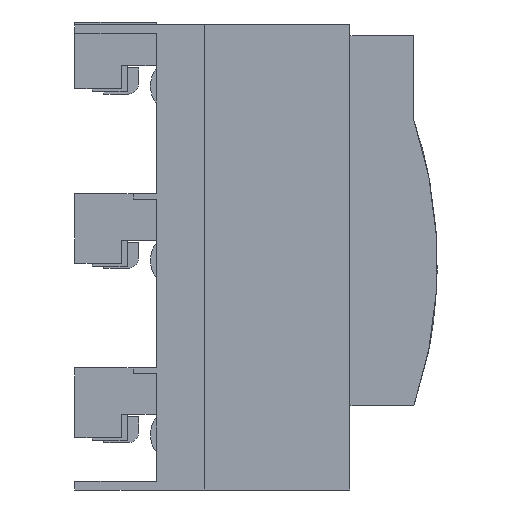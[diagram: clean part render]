
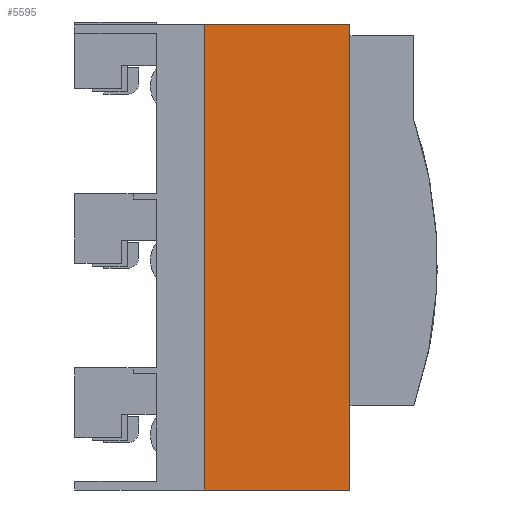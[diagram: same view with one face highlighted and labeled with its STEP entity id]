
A CAD part, left-side view. The second image highlights one B-rep face of the part: STEP entity #5595.
In plain terms, the highlighted planar face has unit normal (-1, 0, 0).
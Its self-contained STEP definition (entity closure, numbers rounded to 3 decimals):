
#746=ORIENTED_EDGE('',*,*,#2159,.T.);
#747=ORIENTED_EDGE('',*,*,#2160,.F.);
#748=ORIENTED_EDGE('',*,*,#2161,.F.);
#749=ORIENTED_EDGE('',*,*,#2156,.T.);
#2156=EDGE_CURVE('',#2897,#2896,#3423,.T.);
#2159=EDGE_CURVE('',#2896,#2899,#3426,.T.);
#2160=EDGE_CURVE('',#2900,#2899,#3427,.T.);
#2161=EDGE_CURVE('',#2897,#2900,#3428,.T.);
#2896=VERTEX_POINT('',#9859);
#2897=VERTEX_POINT('',#9861);
#2899=VERTEX_POINT('',#9867);
#2900=VERTEX_POINT('',#9869);
#3423=LINE('',#9860,#4134);
#3426=LINE('',#9866,#4137);
#3427=LINE('',#9868,#4138);
#3428=LINE('',#9870,#4139);
#4134=VECTOR('',#8001,1000.);
#4137=VECTOR('',#8006,1000.);
#4138=VECTOR('',#8007,1000.);
#4139=VECTOR('',#8008,1000.);
#4749=EDGE_LOOP('',(#746,#747,#748,#749));
#5056=FACE_BOUND('',#4749,.T.);
#5308=PLANE('',#7301);
#5595=ADVANCED_FACE('',(#5056),#5308,.F.);
#7301=AXIS2_PLACEMENT_3D('',#9865,#8004,#8005);
#8001=DIRECTION('',(0.,0.,-1.));
#8004=DIRECTION('',(1.,0.,0.));
#8005=DIRECTION('',(0.,0.,-1.));
#8006=DIRECTION('',(0.,-1.,0.));
#8007=DIRECTION('',(0.,0.,-1.));
#8008=DIRECTION('',(0.,-1.,0.));
#9859=CARTESIAN_POINT('',(-45.,160.,0.));
#9860=CARTESIAN_POINT('',(-45.,160.,50.));
#9861=CARTESIAN_POINT('',(-45.,160.,50.));
#9865=CARTESIAN_POINT('',(-45.,160.,50.));
#9866=CARTESIAN_POINT('',(-45.,160.,0.));
#9867=CARTESIAN_POINT('',(-45.,0.,0.));
#9868=CARTESIAN_POINT('',(-45.,0.,50.));
#9869=CARTESIAN_POINT('',(-45.,0.,50.));
#9870=CARTESIAN_POINT('',(-45.,160.,50.));
